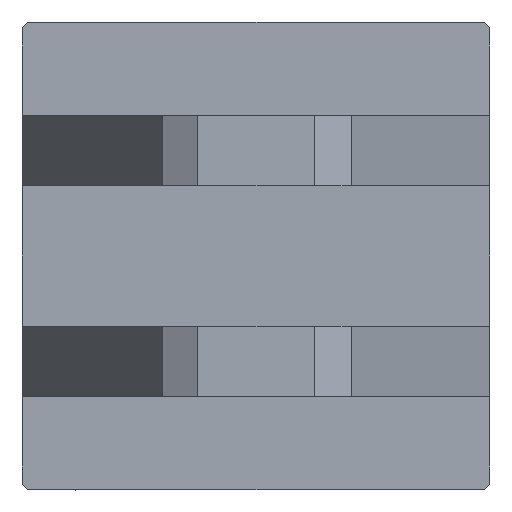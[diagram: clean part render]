
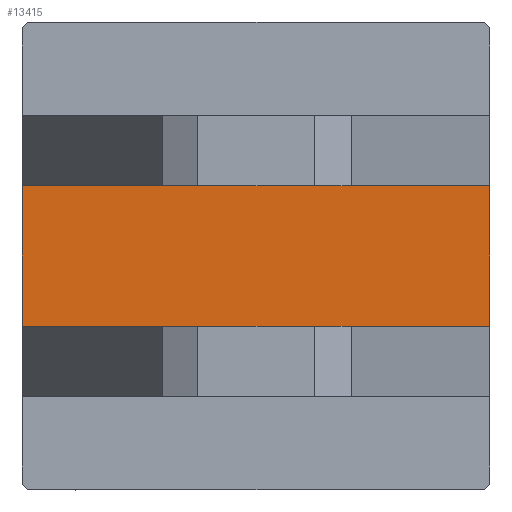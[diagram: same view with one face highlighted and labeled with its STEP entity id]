
A CAD part, left-side view. The second image highlights one B-rep face of the part: STEP entity #13415.
In plain terms, the highlighted planar face has unit normal (-1, 0, 0).
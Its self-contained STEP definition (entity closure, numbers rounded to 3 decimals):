
#494 = VECTOR ( 'NONE', #13572, 1000. ) ;
#2410 = CARTESIAN_POINT ( 'NONE',  ( 0., 6., -20. ) ) ;
#2419 = EDGE_CURVE ( 'NONE', #6880, #41212, #3042, .T. ) ;
#3042 = LINE ( 'NONE', #37169, #494 ) ;
#5000 = CARTESIAN_POINT ( 'NONE',  ( 0., 6., 20. ) ) ;
#5658 = CARTESIAN_POINT ( 'NONE',  ( 0., -6., 20. ) ) ;
#5898 = CARTESIAN_POINT ( 'NONE',  ( 0., 6., 20. ) ) ;
#6880 = VERTEX_POINT ( 'NONE', #5658 ) ;
#8624 = DIRECTION ( 'NONE',  ( -1., 0., 0. ) ) ;
#9846 = ORIENTED_EDGE ( 'NONE', *, *, #34683, .F. ) ;
#12391 = DIRECTION ( 'NONE',  ( 0., 0., 1. ) ) ;
#13215 = VECTOR ( 'NONE', #22775, 1000. ) ;
#13415 = ADVANCED_FACE ( 'NONE', ( #31980 ), #47284, .T. ) ;
#13572 = DIRECTION ( 'NONE',  ( 0., 0., -1. ) ) ;
#20057 = CARTESIAN_POINT ( 'NONE',  ( 0., -6., -20. ) ) ;
#20297 = EDGE_LOOP ( 'NONE', ( #38432, #27704, #9846, #25668 ) ) ;
#20442 = LINE ( 'NONE', #5898, #42852 ) ;
#22775 = DIRECTION ( 'NONE',  ( 0., -1., 0. ) ) ;
#23746 = VERTEX_POINT ( 'NONE', #5000 ) ;
#24043 = VECTOR ( 'NONE', #38048, 1000. ) ;
#25618 = AXIS2_PLACEMENT_3D ( 'NONE', #43765, #8624, #12391 ) ;
#25668 = ORIENTED_EDGE ( 'NONE', *, *, #30207, .T. ) ;
#26805 = CARTESIAN_POINT ( 'NONE',  ( 0., 20., 20. ) ) ;
#27704 = ORIENTED_EDGE ( 'NONE', *, *, #2419, .F. ) ;
#29351 = LINE ( 'NONE', #26805, #13215 ) ;
#30207 = EDGE_CURVE ( 'NONE', #23746, #36785, #20442, .T. ) ;
#31980 = FACE_OUTER_BOUND ( 'NONE', #20297, .T. ) ;
#34683 = EDGE_CURVE ( 'NONE', #23746, #6880, #29351, .T. ) ;
#34782 = LINE ( 'NONE', #45825, #24043 ) ;
#35274 = DIRECTION ( 'NONE',  ( 0., 0., -1. ) ) ;
#36785 = VERTEX_POINT ( 'NONE', #2410 ) ;
#37169 = CARTESIAN_POINT ( 'NONE',  ( 0., -6., 20. ) ) ;
#38048 = DIRECTION ( 'NONE',  ( 0., -1., 0. ) ) ;
#38432 = ORIENTED_EDGE ( 'NONE', *, *, #49440, .T. ) ;
#41212 = VERTEX_POINT ( 'NONE', #20057 ) ;
#42852 = VECTOR ( 'NONE', #35274, 1000. ) ;
#43765 = CARTESIAN_POINT ( 'NONE',  ( 0., 0., 0. ) ) ;
#45825 = CARTESIAN_POINT ( 'NONE',  ( 0., 20., -20. ) ) ;
#47284 = PLANE ( 'NONE',  #25618 ) ;
#49440 = EDGE_CURVE ( 'NONE', #36785, #41212, #34782, .T. ) ;
